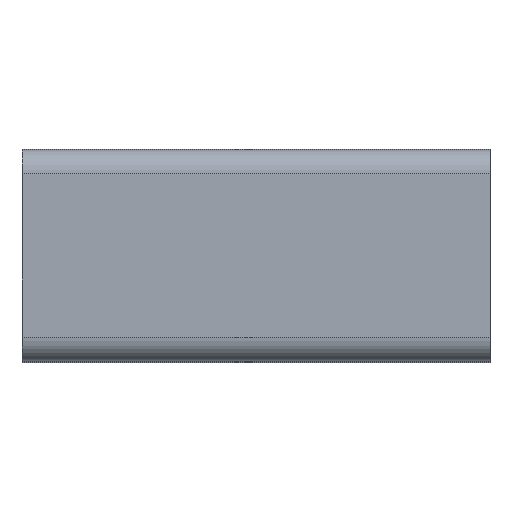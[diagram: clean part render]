
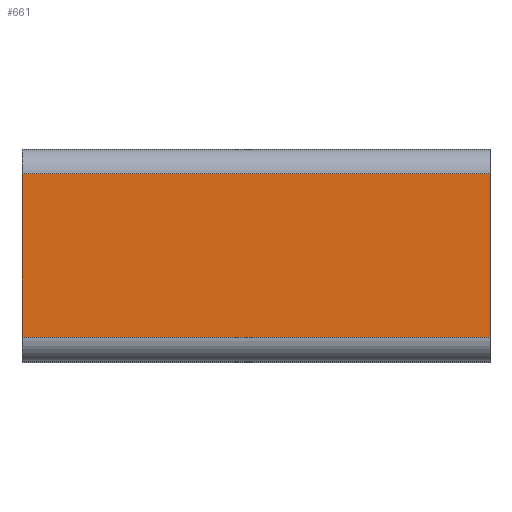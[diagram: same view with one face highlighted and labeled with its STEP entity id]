
A CAD part, top view. The second image highlights one B-rep face of the part: STEP entity #661.
In plain terms, the highlighted planar face has unit normal (0, 0, 1).
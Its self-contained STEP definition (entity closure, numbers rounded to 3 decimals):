
#641=AXIS2_PLACEMENT_3D('Plane Axis2P3D',#638,#639,#640) ;
#126=CARTESIAN_POINT('Vertex',(6.6,2.65,24.)) ;
#129=CARTESIAN_POINT('Line Origine',(6.6,1.5,24.)) ;
#133=CARTESIAN_POINT('Vertex',(6.6,0.35,24.)) ;
#622=CARTESIAN_POINT('Vertex',(0.,2.65,24.)) ;
#625=CARTESIAN_POINT('Line Origine',(3.3,2.65,24.)) ;
#638=CARTESIAN_POINT('Axis2P3D Location',(3.3,0.35,24.)) ;
#643=CARTESIAN_POINT('Line Origine',(0.,1.5,24.)) ;
#647=CARTESIAN_POINT('Vertex',(0.,0.35,24.)) ;
#650=CARTESIAN_POINT('Line Origine',(3.3,0.35,24.)) ;
#130=DIRECTION('Vector Direction',(0.,1.,0.)) ;
#626=DIRECTION('Vector Direction',(1.,0.,0.)) ;
#639=DIRECTION('Axis2P3D Direction',(0.,0.,-1.)) ;
#640=DIRECTION('Axis2P3D XDirection',(0.,1.,0.)) ;
#644=DIRECTION('Vector Direction',(0.,1.,0.)) ;
#651=DIRECTION('Vector Direction',(1.,0.,0.)) ;
#131=VECTOR('Line Direction',#130,1.) ;
#627=VECTOR('Line Direction',#626,1.) ;
#645=VECTOR('Line Direction',#644,1.) ;
#652=VECTOR('Line Direction',#651,1.) ;
#656=ORIENTED_EDGE('',*,*,#629,.F.) ;
#657=ORIENTED_EDGE('',*,*,#649,.T.) ;
#658=ORIENTED_EDGE('',*,*,#654,.T.) ;
#659=ORIENTED_EDGE('',*,*,#135,.F.) ;
#661=ADVANCED_FACE('K\X2\00F6\X0\rper.2',(#660),#642,.F.) ;
#135=EDGE_CURVE('',#127,#134,#132,.F.) ;
#629=EDGE_CURVE('',#623,#127,#628,.T.) ;
#649=EDGE_CURVE('',#623,#648,#646,.F.) ;
#654=EDGE_CURVE('',#648,#134,#653,.T.) ;
#655=EDGE_LOOP('',(#656,#657,#658,#659)) ;
#660=FACE_OUTER_BOUND('',#655,.T.) ;
#132=LINE('Line',#129,#131) ;
#628=LINE('Line',#625,#627) ;
#646=LINE('Line',#643,#645) ;
#653=LINE('Line',#650,#652) ;
#642=PLANE('',#641) ;
#127=VERTEX_POINT('',#126) ;
#134=VERTEX_POINT('',#133) ;
#623=VERTEX_POINT('',#622) ;
#648=VERTEX_POINT('',#647) ;
